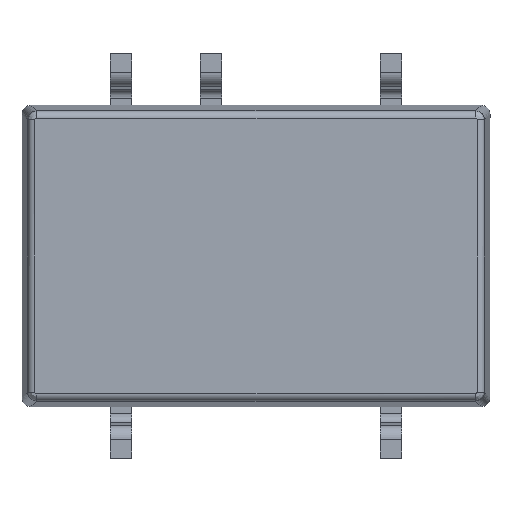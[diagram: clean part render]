
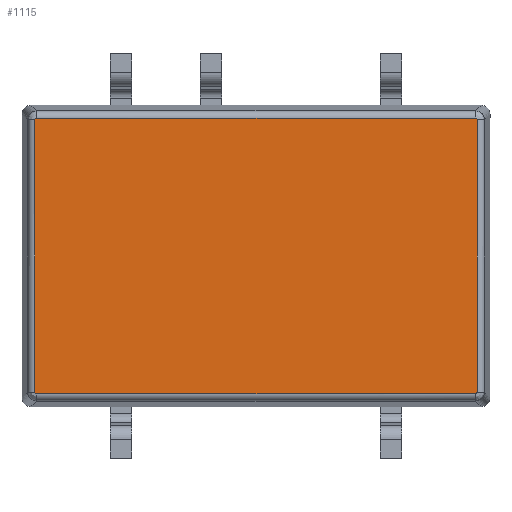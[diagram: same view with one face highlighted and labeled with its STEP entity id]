
A CAD part, front view. The second image highlights one B-rep face of the part: STEP entity #1115.
In plain terms, the highlighted planar face has unit normal (0, -1, 0).
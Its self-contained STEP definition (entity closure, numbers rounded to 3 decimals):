
#32 = VERTEX_POINT ( 'NONE', #3775 ) ;
#33 = VERTEX_POINT ( 'NONE', #576 ) ;
#87 = CARTESIAN_POINT ( 'NONE',  ( -6.191, -2., 3.892 ) ) ;
#153 = CARTESIAN_POINT ( 'NONE',  ( 6.242, -2., -3.841 ) ) ;
#404 = ORIENTED_EDGE ( 'NONE', *, *, #4731, .F. ) ;
#494 = CARTESIAN_POINT ( 'NONE',  ( 6.242, -2., -3.841 ) ) ;
#576 = CARTESIAN_POINT ( 'NONE',  ( 6.191, -2., -3.892 ) ) ;
#587 = DIRECTION ( 'NONE',  ( 0., -1., 0. ) ) ;
#757 = CARTESIAN_POINT ( 'NONE',  ( -6.191, -2., -3.892 ) ) ;
#935 = VERTEX_POINT ( 'NONE', #7292 ) ;
#1115 = ADVANCED_FACE ( 'NONE', ( #7670 ), #3109, .T. ) ;
#1285 = ORIENTED_EDGE ( 'NONE', *, *, #1541, .F. ) ;
#1328 = EDGE_CURVE ( 'NONE', #3213, #4672, #7787, .T. ) ;
#1379 = LINE ( 'NONE', #757, #5342 ) ;
#1414 = EDGE_CURVE ( 'NONE', #3213, #33, #4254, .T. ) ;
#1445 = CARTESIAN_POINT ( 'NONE',  ( -6.242, -2., 3.841 ) ) ;
#1446 = DIRECTION ( 'NONE',  ( -1., 0., 0. ) ) ;
#1541 = EDGE_CURVE ( 'NONE', #32, #4672, #1636, .T. ) ;
#1636 = B_SPLINE_CURVE_WITH_KNOTS ( 'NONE', 3,
 ( #5672, #3126, #3852, #5147, #7098, #8275 ),
 .UNSPECIFIED., .F., .F.,
 ( 4, 2, 4 ),
 ( 0., 0.5, 1. ),
 .UNSPECIFIED. ) ;
#1822 = CARTESIAN_POINT ( 'NONE',  ( -6.242, -2., -3.841 ) ) ;
#1902 = CARTESIAN_POINT ( 'NONE',  ( -6.191, -2., -3.892 ) ) ;
#1924 = DIRECTION ( 'NONE',  ( 1., 0., 0. ) ) ;
#1972 = EDGE_CURVE ( 'NONE', #8257, #8325, #3044, .T. ) ;
#2348 = EDGE_CURVE ( 'NONE', #935, #33, #1379, .T. ) ;
#2404 = DIRECTION ( 'NONE',  ( 0., 0., 1. ) ) ;
#2885 = CARTESIAN_POINT ( 'NONE',  ( 6.211, -1.998, -3.889 ) ) ;
#2963 = B_SPLINE_CURVE_WITH_KNOTS ( 'NONE', 3,
 ( #1902, #3900, #7776, #7730 ),
 .UNSPECIFIED., .F., .F.,
 ( 4, 4 ),
 ( 0., 1. ),
 .UNSPECIFIED. ) ;
#3028 = ORIENTED_EDGE ( 'NONE', *, *, #1972, .F. ) ;
#3044 = B_SPLINE_CURVE_WITH_KNOTS ( 'NONE', 3,
 ( #6106, #8159, #8038, #4874, #4959, #3673 ),
 .UNSPECIFIED., .F., .F.,
 ( 4, 2, 4 ),
 ( 0., 0.5, 1. ),
 .UNSPECIFIED. ) ;
#3109 = PLANE ( 'NONE',  #5997 ) ;
#3126 = CARTESIAN_POINT ( 'NONE',  ( 6.206, -1.999, 3.892 ) ) ;
#3213 = VERTEX_POINT ( 'NONE', #153 ) ;
#3236 = EDGE_LOOP ( 'NONE', ( #404, #3527, #4331, #3955, #1285, #7896, #3028, #5411 ) ) ;
#3269 = DIRECTION ( 'NONE',  ( 0., 0., 1. ) ) ;
#3496 = VECTOR ( 'NONE', #1446, 1000. ) ;
#3527 = ORIENTED_EDGE ( 'NONE', *, *, #2348, .T. ) ;
#3673 = CARTESIAN_POINT ( 'NONE',  ( -6.191, -2., 3.892 ) ) ;
#3735 = EDGE_CURVE ( 'NONE', #8257, #6950, #5272, .T. ) ;
#3746 = EDGE_CURVE ( 'NONE', #32, #8325, #6002, .T. ) ;
#3775 = CARTESIAN_POINT ( 'NONE',  ( 6.191, -2., 3.892 ) ) ;
#3852 = CARTESIAN_POINT ( 'NONE',  ( 6.219, -2., 3.885 ) ) ;
#3900 = CARTESIAN_POINT ( 'NONE',  ( -6.221, -2., -3.885 ) ) ;
#3955 = ORIENTED_EDGE ( 'NONE', *, *, #1328, .T. ) ;
#4254 = B_SPLINE_CURVE_WITH_KNOTS ( 'NONE', 3,
 ( #494, #7533, #2885, #8111 ),
 .UNSPECIFIED., .F., .F.,
 ( 4, 4 ),
 ( 0., 1. ),
 .UNSPECIFIED. ) ;
#4322 = CARTESIAN_POINT ( 'NONE',  ( 6.242, -2., 3.841 ) ) ;
#4331 = ORIENTED_EDGE ( 'NONE', *, *, #1414, .F. ) ;
#4672 = VERTEX_POINT ( 'NONE', #4322 ) ;
#4731 = EDGE_CURVE ( 'NONE', #935, #6950, #2963, .T. ) ;
#4874 = CARTESIAN_POINT ( 'NONE',  ( -6.218, -2., 3.883 ) ) ;
#4959 = CARTESIAN_POINT ( 'NONE',  ( -6.207, -2., 3.892 ) ) ;
#5147 = CARTESIAN_POINT ( 'NONE',  ( 6.233, -2., 3.868 ) ) ;
#5272 = LINE ( 'NONE', #6596, #7263 ) ;
#5342 = VECTOR ( 'NONE', #1924, 1000. ) ;
#5411 = ORIENTED_EDGE ( 'NONE', *, *, #3735, .T. ) ;
#5596 = VECTOR ( 'NONE', #3269, 1000. ) ;
#5672 = CARTESIAN_POINT ( 'NONE',  ( 6.191, -2., 3.892 ) ) ;
#5997 = AXIS2_PLACEMENT_3D ( 'NONE', #6869, #587, #2404 ) ;
#6002 = LINE ( 'NONE', #7888, #3496 ) ;
#6106 = CARTESIAN_POINT ( 'NONE',  ( -6.242, -2., 3.841 ) ) ;
#6596 = CARTESIAN_POINT ( 'NONE',  ( -6.242, -2., 3.841 ) ) ;
#6869 = CARTESIAN_POINT ( 'NONE',  ( 0., -2., -4.25 ) ) ;
#6950 = VERTEX_POINT ( 'NONE', #1822 ) ;
#7098 = CARTESIAN_POINT ( 'NONE',  ( 6.242, -2., 3.857 ) ) ;
#7117 = CARTESIAN_POINT ( 'NONE',  ( 6.242, -2., -3.841 ) ) ;
#7263 = VECTOR ( 'NONE', #7835, 1000. ) ;
#7292 = CARTESIAN_POINT ( 'NONE',  ( -6.191, -2., -3.892 ) ) ;
#7533 = CARTESIAN_POINT ( 'NONE',  ( 6.235, -2., -3.871 ) ) ;
#7670 = FACE_OUTER_BOUND ( 'NONE', #3236, .T. ) ;
#7730 = CARTESIAN_POINT ( 'NONE',  ( -6.242, -2., -3.841 ) ) ;
#7776 = CARTESIAN_POINT ( 'NONE',  ( -6.239, -1.998, -3.861 ) ) ;
#7787 = LINE ( 'NONE', #7117, #5596 ) ;
#7835 = DIRECTION ( 'NONE',  ( 0., 0., -1. ) ) ;
#7888 = CARTESIAN_POINT ( 'NONE',  ( 6.191, -2., 3.892 ) ) ;
#7896 = ORIENTED_EDGE ( 'NONE', *, *, #3746, .T. ) ;
#8038 = CARTESIAN_POINT ( 'NONE',  ( -6.235, -2., 3.869 ) ) ;
#8111 = CARTESIAN_POINT ( 'NONE',  ( 6.191, -2., -3.892 ) ) ;
#8159 = CARTESIAN_POINT ( 'NONE',  ( -6.242, -1.999, 3.856 ) ) ;
#8257 = VERTEX_POINT ( 'NONE', #1445 ) ;
#8275 = CARTESIAN_POINT ( 'NONE',  ( 6.242, -2., 3.841 ) ) ;
#8325 = VERTEX_POINT ( 'NONE', #87 ) ;
